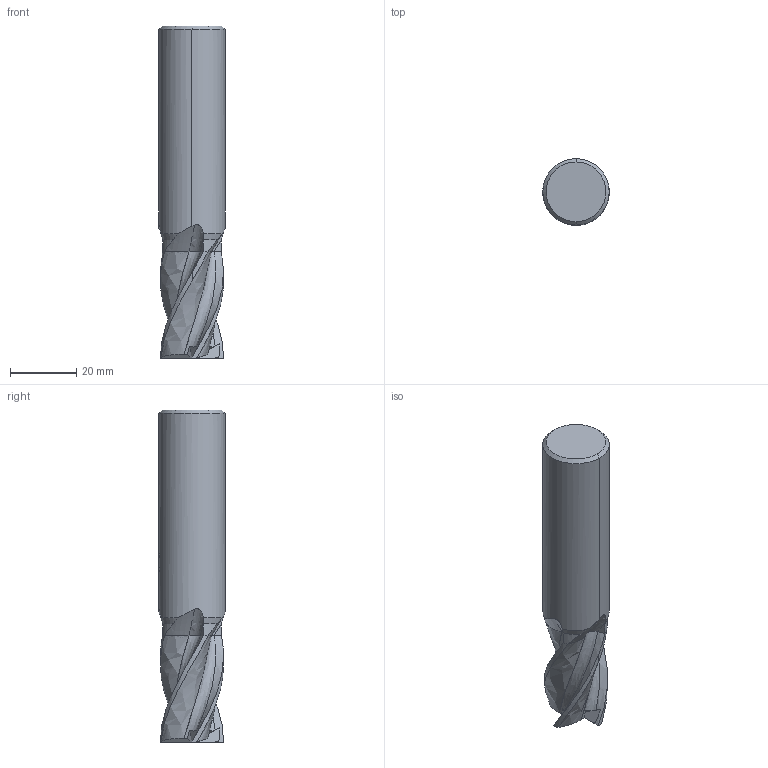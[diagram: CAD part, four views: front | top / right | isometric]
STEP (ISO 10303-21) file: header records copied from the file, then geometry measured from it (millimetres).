
FILE_DESCRIPTION(('no description'),'unknown implementation level');
FILE_NAME('solidwvbGqyHX4iT61iI7txGZyfUKmtU_1.STP',' ',('CIM GmbH Aachen'),('CADClick - KiM GmbH - www.kimweb.de'),'unknown preprocess','ACIS','unknown authorization');
FILE_SCHEMA(('automotive_design'));
Length unit declared in the file: millimetre
Products named in the file (2): 1; 2
Bounding box: 20 x 20 x 100 mm (x, y, z)
Volume: 25556.9 mm3; surface area: 7187.7 mm2
Topology: 2 solids, 2 shells, 95 faces, 269 edges, 177 vertices
Faces by surface type: plane 34, bspline 20, revolution 16, cylinder 13, cone 12
Entity records: 12296 total; most frequent: CARTESIAN_POINT 7080, STYLED_ITEM 543, PRESENTATION_STYLE_ASSIGNMENT 543, COLOUR_RGB 543, ORIENTED_EDGE 538, DIRECTION 330, EDGE_CURVE 269, CURVE_STYLE 269
